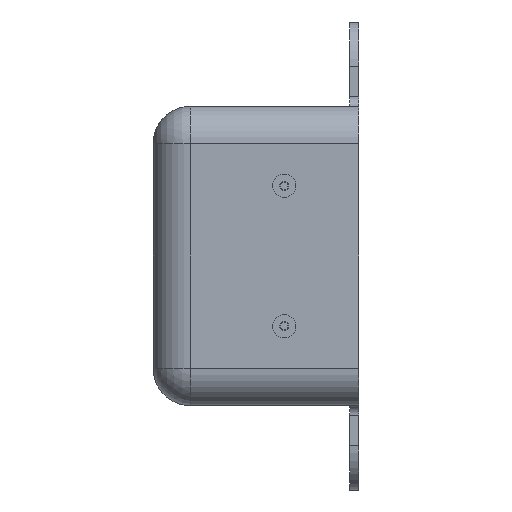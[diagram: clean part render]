
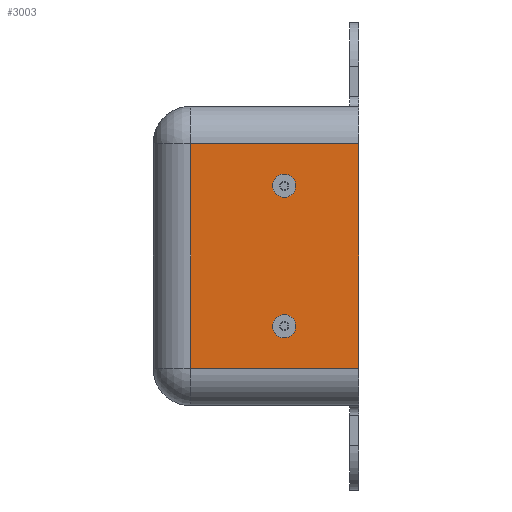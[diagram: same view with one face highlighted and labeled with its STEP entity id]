
A CAD part, left-side view. The second image highlights one B-rep face of the part: STEP entity #3003.
In plain terms, the highlighted planar face has unit normal (-1, 0, 0).
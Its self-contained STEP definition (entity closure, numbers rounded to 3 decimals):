
#16 = ORIENTED_EDGE ( 'NONE', *, *, #2699, .T. ) ;
#75 = CARTESIAN_POINT ( 'NONE',  ( 0., 8., -23.5 ) ) ;
#122 = LINE ( 'NONE', #4358, #807 ) ;
#225 = AXIS2_PLACEMENT_3D ( 'NONE', #75, #878, #2881 ) ;
#344 = DIRECTION ( 'NONE',  ( 0., 0., -1. ) ) ;
#392 = VERTEX_POINT ( 'NONE', #5005 ) ;
#748 = CIRCLE ( 'NONE', #4961, 1.246 ) ;
#755 = EDGE_LOOP ( 'NONE', ( #4123, #3956 ) ) ;
#807 = VECTOR ( 'NONE', #1940, 1000. ) ;
#878 = DIRECTION ( 'NONE',  ( -1., 0., 0. ) ) ;
#958 = EDGE_LOOP ( 'NONE', ( #2427, #4558, #16, #2824 ) ) ;
#966 = EDGE_CURVE ( 'NONE', #3025, #1166, #4457, .T. ) ;
#1121 = LINE ( 'NONE', #2011, #3531 ) ;
#1166 = VERTEX_POINT ( 'NONE', #3309 ) ;
#1262 = AXIS2_PLACEMENT_3D ( 'NONE', #3972, #4331, #2756 ) ;
#1352 = CIRCLE ( 'NONE', #3695, 1.246 ) ;
#1443 = EDGE_CURVE ( 'NONE', #4005, #392, #2810, .T. ) ;
#1475 = VERTEX_POINT ( 'NONE', #1530 ) ;
#1530 = CARTESIAN_POINT ( 'NONE',  ( 0., 0., -28. ) ) ;
#1704 = EDGE_CURVE ( 'NONE', #4781, #4747, #3978, .T. ) ;
#1940 = DIRECTION ( 'NONE',  ( 0., -1., 0. ) ) ;
#2002 = DIRECTION ( 'NONE',  ( 0., 0., 1. ) ) ;
#2011 = CARTESIAN_POINT ( 'NONE',  ( 0., 22., -4. ) ) ;
#2301 = CARTESIAN_POINT ( 'NONE',  ( 0., 8., -23.5 ) ) ;
#2318 = PLANE ( 'NONE',  #1262 ) ;
#2342 = CARTESIAN_POINT ( 'NONE',  ( 0., 0., -4. ) ) ;
#2362 = DIRECTION ( 'NONE',  ( -1., 0., 0. ) ) ;
#2409 = DIRECTION ( 'NONE',  ( 0., 1., 0. ) ) ;
#2427 = ORIENTED_EDGE ( 'NONE', *, *, #966, .T. ) ;
#2475 = FACE_BOUND ( 'NONE', #4550, .T. ) ;
#2558 = EDGE_CURVE ( 'NONE', #392, #4005, #1352, .T. ) ;
#2588 = VECTOR ( 'NONE', #2755, 1000. ) ;
#2699 = EDGE_CURVE ( 'NONE', #1475, #4705, #4881, .T. ) ;
#2716 = CARTESIAN_POINT ( 'NONE',  ( 0., 18., 0. ) ) ;
#2755 = DIRECTION ( 'NONE',  ( 0., 0., -1. ) ) ;
#2756 = DIRECTION ( 'NONE',  ( 0., 0., -1. ) ) ;
#2770 = DIRECTION ( 'NONE',  ( 1., 0., 0. ) ) ;
#2810 = CIRCLE ( 'NONE', #4042, 1.246 ) ;
#2824 = ORIENTED_EDGE ( 'NONE', *, *, #3192, .T. ) ;
#2881 = DIRECTION ( 'NONE',  ( 0., 0., -1. ) ) ;
#3003 = ADVANCED_FACE ( 'NONE', ( #2475, #4975, #3917 ), #2318, .F. ) ;
#3025 = VERTEX_POINT ( 'NONE', #3153 ) ;
#3087 = DIRECTION ( 'NONE',  ( 0., 0., -1. ) ) ;
#3102 = CARTESIAN_POINT ( 'NONE',  ( 0., 8., -22.254 ) ) ;
#3153 = CARTESIAN_POINT ( 'NONE',  ( 0., 18., -4. ) ) ;
#3162 = ORIENTED_EDGE ( 'NONE', *, *, #2558, .T. ) ;
#3163 = CARTESIAN_POINT ( 'NONE',  ( 0., 8., -8.5 ) ) ;
#3192 = EDGE_CURVE ( 'NONE', #4705, #3025, #1121, .T. ) ;
#3309 = CARTESIAN_POINT ( 'NONE',  ( 0., 18., -28. ) ) ;
#3531 = VECTOR ( 'NONE', #2409, 1000. ) ;
#3630 = CARTESIAN_POINT ( 'NONE',  ( 0., 8., -9.746 ) ) ;
#3695 = AXIS2_PLACEMENT_3D ( 'NONE', #3163, #4694, #3087 ) ;
#3704 = ORIENTED_EDGE ( 'NONE', *, *, #1443, .T. ) ;
#3917 = FACE_BOUND ( 'NONE', #755, .T. ) ;
#3956 = ORIENTED_EDGE ( 'NONE', *, *, #4734, .F. ) ;
#3972 = CARTESIAN_POINT ( 'NONE',  ( 0., 22., 0. ) ) ;
#3978 = CIRCLE ( 'NONE', #225, 1.246 ) ;
#4005 = VERTEX_POINT ( 'NONE', #3630 ) ;
#4042 = AXIS2_PLACEMENT_3D ( 'NONE', #4746, #2770, #4764 ) ;
#4123 = ORIENTED_EDGE ( 'NONE', *, *, #1704, .F. ) ;
#4192 = VECTOR ( 'NONE', #2002, 1000. ) ;
#4331 = DIRECTION ( 'NONE',  ( 1., 0., 0. ) ) ;
#4358 = CARTESIAN_POINT ( 'NONE',  ( 0., 22., -28. ) ) ;
#4375 = CARTESIAN_POINT ( 'NONE',  ( 0., 0., 0. ) ) ;
#4457 = LINE ( 'NONE', #2716, #2588 ) ;
#4550 = EDGE_LOOP ( 'NONE', ( #3704, #3162 ) ) ;
#4558 = ORIENTED_EDGE ( 'NONE', *, *, #4760, .T. ) ;
#4694 = DIRECTION ( 'NONE',  ( 1., 0., 0. ) ) ;
#4705 = VERTEX_POINT ( 'NONE', #2342 ) ;
#4734 = EDGE_CURVE ( 'NONE', #4747, #4781, #748, .T. ) ;
#4740 = CARTESIAN_POINT ( 'NONE',  ( 0., 8., -24.746 ) ) ;
#4746 = CARTESIAN_POINT ( 'NONE',  ( 0., 8., -8.5 ) ) ;
#4747 = VERTEX_POINT ( 'NONE', #3102 ) ;
#4760 = EDGE_CURVE ( 'NONE', #1166, #1475, #122, .T. ) ;
#4764 = DIRECTION ( 'NONE',  ( 0., 0., -1. ) ) ;
#4781 = VERTEX_POINT ( 'NONE', #4740 ) ;
#4881 = LINE ( 'NONE', #4375, #4192 ) ;
#4961 = AXIS2_PLACEMENT_3D ( 'NONE', #2301, #2362, #344 ) ;
#4975 = FACE_OUTER_BOUND ( 'NONE', #958, .T. ) ;
#5005 = CARTESIAN_POINT ( 'NONE',  ( 0., 8., -7.254 ) ) ;
